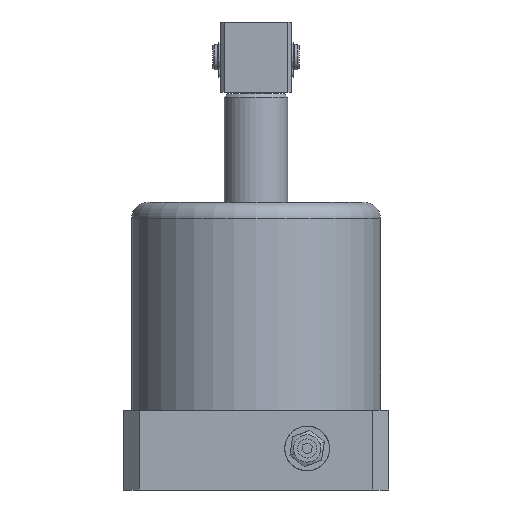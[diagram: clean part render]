
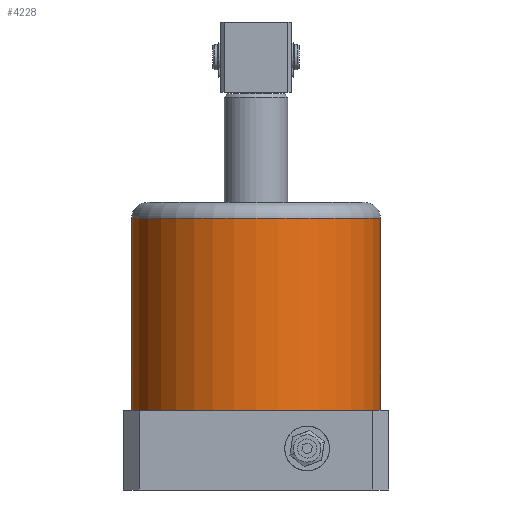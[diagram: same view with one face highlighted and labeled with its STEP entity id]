
A CAD part, front view. The second image highlights one B-rep face of the part: STEP entity #4228.
In plain terms, the highlighted cylindrical face has radius 39 mm (diameter 78 mm), a partial arc.
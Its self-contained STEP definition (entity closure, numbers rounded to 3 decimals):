
#489 = LINE ( 'NONE', #2160, #533 ) ;
#533 = VECTOR ( 'NONE', #2159, 1000. ) ;
#792 = CIRCLE ( 'NONE', #7124, 39. ) ;
#2159 = DIRECTION ( 'NONE',  ( 0., 0., -1. ) ) ;
#2160 = CARTESIAN_POINT ( 'NONE',  ( 39., 0., 90. ) ) ;
#2421 = CIRCLE ( 'NONE', #6970, 39. ) ;
#2433 = VECTOR ( 'NONE', #4705, 1000. ) ;
#2437 = LINE ( 'NONE', #4703, #2433 ) ;
#3358 = CYLINDRICAL_SURFACE ( 'NONE', #5043, 39. ) ;
#3368 = FACE_OUTER_BOUND ( 'NONE', #6138, .T. ) ;
#3463 = ORIENTED_EDGE ( 'NONE', *, *, #5737, .F. ) ;
#3464 = ORIENTED_EDGE ( 'NONE', *, *, #7905, .T. ) ;
#3465 = ORIENTED_EDGE ( 'NONE', *, *, #5185, .T. ) ;
#3466 = ORIENTED_EDGE ( 'NONE', *, *, #5196, .T. ) ;
#4070 = DIRECTION ( 'NONE',  ( 0., 0., -1. ) ) ;
#4073 = DIRECTION ( 'NONE',  ( -1., 0., 0. ) ) ;
#4082 = CARTESIAN_POINT ( 'NONE',  ( 0., 0., 90. ) ) ;
#4228 = ADVANCED_FACE ( 'NONE', ( #3368 ), #3358, .T. ) ;
#4632 = CARTESIAN_POINT ( 'NONE',  ( 39., 0., 85. ) ) ;
#4639 = DIRECTION ( 'NONE',  ( -1., 0., 0. ) ) ;
#4640 = DIRECTION ( 'NONE',  ( 0., 0., 1. ) ) ;
#4641 = CARTESIAN_POINT ( 'NONE',  ( 0., 0., 25. ) ) ;
#4703 = CARTESIAN_POINT ( 'NONE',  ( -39., 0., 90. ) ) ;
#4705 = DIRECTION ( 'NONE',  ( 0., 0., -1. ) ) ;
#5043 = AXIS2_PLACEMENT_3D ( 'NONE', #4082, #4070, #4073 ) ;
#5054 = VERTEX_POINT ( 'NONE', #4632 ) ;
#5185 = EDGE_CURVE ( 'NONE', #7499, #7492, #2437, .T. ) ;
#5196 = EDGE_CURVE ( 'NONE', #7492, #6752, #2421, .T. ) ;
#5737 = EDGE_CURVE ( 'NONE', #5054, #6752, #489, .T. ) ;
#6138 = EDGE_LOOP ( 'NONE', ( #3463, #3464, #3465, #3466 ) ) ;
#6292 = CARTESIAN_POINT ( 'NONE',  ( 39., 0., 25. ) ) ;
#6540 = CARTESIAN_POINT ( 'NONE',  ( -39., 0., 25. ) ) ;
#6547 = CARTESIAN_POINT ( 'NONE',  ( -39., 0., 85. ) ) ;
#6627 = CARTESIAN_POINT ( 'NONE',  ( 0., 0., 85. ) ) ;
#6628 = DIRECTION ( 'NONE',  ( 0., 0., -1. ) ) ;
#6629 = DIRECTION ( 'NONE',  ( 1., 0., 0. ) ) ;
#6752 = VERTEX_POINT ( 'NONE', #6292 ) ;
#6970 = AXIS2_PLACEMENT_3D ( 'NONE', #4641, #4640, #4639 ) ;
#7124 = AXIS2_PLACEMENT_3D ( 'NONE', #6627, #6628, #6629 ) ;
#7492 = VERTEX_POINT ( 'NONE', #6540 ) ;
#7499 = VERTEX_POINT ( 'NONE', #6547 ) ;
#7905 = EDGE_CURVE ( 'NONE', #5054, #7499, #792, .T. ) ;
